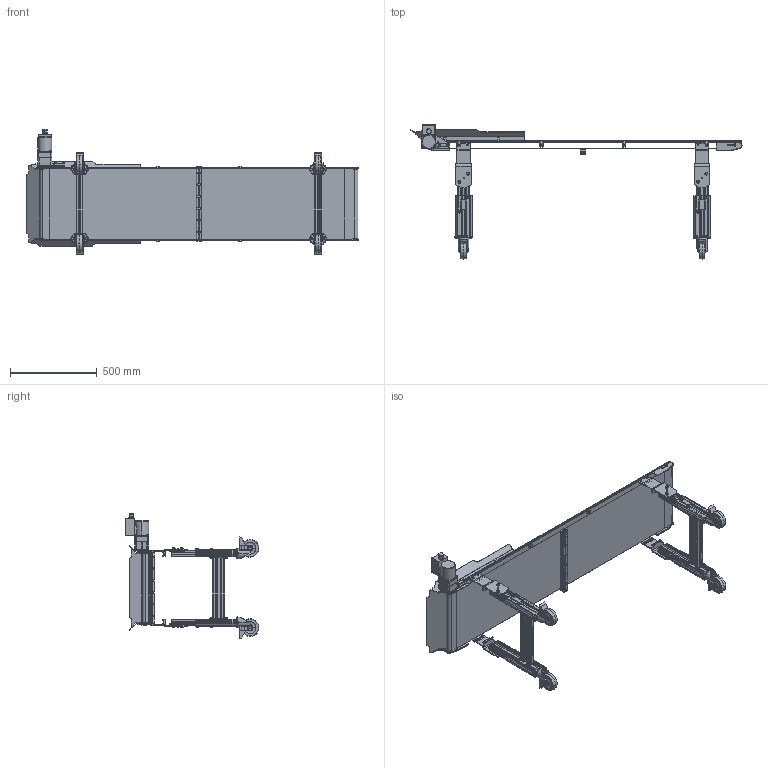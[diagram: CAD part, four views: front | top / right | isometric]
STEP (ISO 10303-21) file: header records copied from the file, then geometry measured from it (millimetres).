
FILE_DESCRIPTION (( 'STEP AP214' ), '1' );
FILE_NAME ('Outfeed Conveyor - 3D Model (STEP VER 1.0).STEP', '2020-01-16T00:12:13', ( '' ), ( '' ), 'SwSTEP 2.0', 'SolidWorks 2019', '' );
FILE_SCHEMA (( 'AUTOMOTIVE_DESIGN' ));
Length unit declared in the file: inch
Products named in the file (1): Outfeed Conveyor - 3D Model (STEP VER 1.0)
Bounding box: 1908.81 x 770 x 723.52 mm (x, y, z)
Volume: 10385032.3 mm3; surface area: 5537026.1 mm2
Topology: 4 solids, 7 shells, 5754 faces, 15103 edges, 9319 vertices
Faces by surface type: plane 2468, cylinder 2078, cone 575, torus 342, sphere 167, bspline 124
Entity records: 263301 total; most frequent: CARTESIAN_POINT 50978, DIRECTION 30401, ORIENTED_EDGE 29882, EDGE_CURVE 14941, AXIS2_PLACEMENT_3D 11171, VERTEX_POINT 9318, VECTOR 8059, LINE 8059
